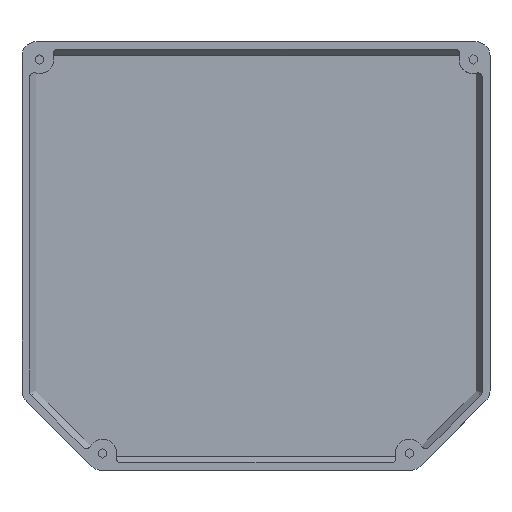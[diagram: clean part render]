
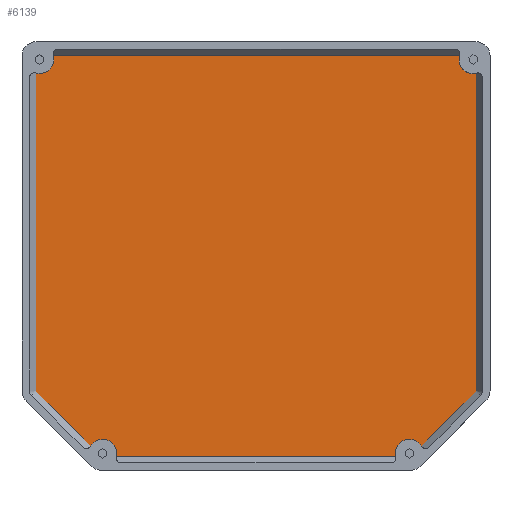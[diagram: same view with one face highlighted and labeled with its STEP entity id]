
A CAD part, top view. The second image highlights one B-rep face of the part: STEP entity #6139.
In plain terms, the highlighted planar face has unit normal (0, 0, 1).
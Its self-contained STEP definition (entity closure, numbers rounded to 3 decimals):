
#79=CIRCLE('',#6371,3.);
#83=CIRCLE('',#6382,3.);
#87=CIRCLE('',#6396,3.);
#91=CIRCLE('',#6409,3.);
#93=CIRCLE('',#6443,0.076);
#95=CIRCLE('',#6447,0.076);
#700=FACE_OUTER_BOUND('',#1074,.T.);
#1074=EDGE_LOOP('',(#5412,#5413,#5414,#5415,#5416,#5417,#5418,#5419,#5420,
#5421,#5422,#5423));
#1615=LINE('',#9913,#2265);
#1631=LINE('',#9978,#2281);
#1640=LINE('',#10011,#2290);
#1718=LINE('',#10176,#2368);
#1719=LINE('',#10181,#2369);
#1721=LINE('',#10188,#2371);
#2265=VECTOR('',#7402,10.);
#2281=VECTOR('',#7468,10.);
#2290=VECTOR('',#7503,10.);
#2368=VECTOR('',#7651,10.);
#2369=VECTOR('',#7660,10.);
#2371=VECTOR('',#7670,10.);
#2870=VERTEX_POINT('',#9910);
#2871=VERTEX_POINT('',#9912);
#2873=VERTEX_POINT('',#9918);
#2884=VERTEX_POINT('',#9947);
#2885=VERTEX_POINT('',#9949);
#2894=VERTEX_POINT('',#9975);
#2895=VERTEX_POINT('',#9977);
#2897=VERTEX_POINT('',#9983);
#2906=VERTEX_POINT('',#10009);
#2907=VERTEX_POINT('',#10013);
#2958=VERTEX_POINT('',#10174);
#2959=VERTEX_POINT('',#10183);
#3668=EDGE_CURVE('',#2871,#2870,#1615,.T.);
#3672=EDGE_CURVE('',#2870,#2873,#79,.T.);
#3686=EDGE_CURVE('',#2885,#2884,#83,.T.);
#3700=EDGE_CURVE('',#2895,#2894,#1631,.T.);
#3704=EDGE_CURVE('',#2894,#2897,#87,.T.);
#3717=EDGE_CURVE('',#2873,#2906,#1640,.T.);
#3719=EDGE_CURVE('',#2906,#2907,#91,.T.);
#3798=EDGE_CURVE('',#2907,#2958,#1718,.T.);
#3799=EDGE_CURVE('',#2958,#2895,#93,.T.);
#3801=EDGE_CURVE('',#2897,#2885,#1719,.T.);
#3802=EDGE_CURVE('',#2959,#2871,#95,.T.);
#3805=EDGE_CURVE('',#2884,#2959,#1721,.T.);
#5412=ORIENTED_EDGE('',*,*,#3704,.T.);
#5413=ORIENTED_EDGE('',*,*,#3801,.T.);
#5414=ORIENTED_EDGE('',*,*,#3686,.T.);
#5415=ORIENTED_EDGE('',*,*,#3805,.T.);
#5416=ORIENTED_EDGE('',*,*,#3802,.T.);
#5417=ORIENTED_EDGE('',*,*,#3668,.T.);
#5418=ORIENTED_EDGE('',*,*,#3672,.T.);
#5419=ORIENTED_EDGE('',*,*,#3717,.T.);
#5420=ORIENTED_EDGE('',*,*,#3719,.T.);
#5421=ORIENTED_EDGE('',*,*,#3798,.T.);
#5422=ORIENTED_EDGE('',*,*,#3799,.T.);
#5423=ORIENTED_EDGE('',*,*,#3700,.T.);
#5813=PLANE('',#6452);
#6139=ADVANCED_FACE('',(#700),#5813,.F.);
#6371=AXIS2_PLACEMENT_3D('',#9920,#7409,#7410);
#6382=AXIS2_PLACEMENT_3D('',#9950,#7438,#7439);
#6396=AXIS2_PLACEMENT_3D('',#9985,#7475,#7476);
#6409=AXIS2_PLACEMENT_3D('',#10015,#7508,#7509);
#6443=AXIS2_PLACEMENT_3D('',#10178,#7654,#7655);
#6447=AXIS2_PLACEMENT_3D('',#10184,#7663,#7664);
#6452=AXIS2_PLACEMENT_3D('',#10191,#7675,#7676);
#7402=DIRECTION('',(0.,1.,0.));
#7409=DIRECTION('center_axis',(0.,0.,-1.));
#7410=DIRECTION('ref_axis',(-1.,0.,0.));
#7438=DIRECTION('center_axis',(0.,0.,-1.));
#7439=DIRECTION('ref_axis',(-1.,0.,0.));
#7468=DIRECTION('',(0.708,-0.707,0.));
#7475=DIRECTION('center_axis',(0.,0.,-1.));
#7476=DIRECTION('ref_axis',(-1.,0.,0.));
#7503=DIRECTION('',(-1.,0.,0.));
#7508=DIRECTION('center_axis',(0.,0.,-1.));
#7509=DIRECTION('ref_axis',(-1.,0.,0.));
#7651=DIRECTION('',(0.,-1.,0.));
#7654=DIRECTION('center_axis',(0.,0.,1.));
#7655=DIRECTION('ref_axis',(-0.924,-0.383,0.));
#7660=DIRECTION('',(1.,0.,0.));
#7663=DIRECTION('center_axis',(0.,0.,1.));
#7664=DIRECTION('ref_axis',(0.924,-0.383,0.));
#7670=DIRECTION('',(0.707,0.707,0.));
#7675=DIRECTION('center_axis',(0.,0.,-1.));
#7676=DIRECTION('ref_axis',(-1.,0.,0.));
#9910=CARTESIAN_POINT('',(93.076,-2.923,-4.4));
#9912=CARTESIAN_POINT('',(93.076,-70.679,-4.4));
#9913=CARTESIAN_POINT('',(93.076,-30.475,-4.4));
#9918=CARTESIAN_POINT('',(89.531,0.876,-4.4));
#9920=CARTESIAN_POINT('Origin',(92.4,0.,-4.4));
#9947=CARTESIAN_POINT('',(81.356,-82.43,-4.4));
#9949=CARTESIAN_POINT('',(75.877,-84.676,-4.4));
#9950=CARTESIAN_POINT('Origin',(78.8,-84.,-4.4));
#9975=CARTESIAN_POINT('',(10.842,-82.432,-4.4));
#9977=CARTESIAN_POINT('',(-0.854,-70.754,-4.4));
#9978=CARTESIAN_POINT('',(9.661,-81.252,-4.4));
#9983=CARTESIAN_POINT('',(16.323,-84.676,-4.4));
#9985=CARTESIAN_POINT('Origin',(13.4,-84.,-4.4));
#10009=CARTESIAN_POINT('',(2.869,0.876,-4.4));
#10011=CARTESIAN_POINT('',(33.625,0.876,-4.4));
#10013=CARTESIAN_POINT('',(-0.876,-2.869,-4.4));
#10015=CARTESIAN_POINT('Origin',(0.,0.,-4.4));
#10174=CARTESIAN_POINT('',(-0.876,-70.7,-4.4));
#10176=CARTESIAN_POINT('',(-0.876,-49.411,-4.4));
#10178=CARTESIAN_POINT('Origin',(-0.8,-70.7,-4.4));
#10181=CARTESIAN_POINT('',(54.655,-84.676,-4.4));
#10183=CARTESIAN_POINT('',(93.054,-70.733,-4.4));
#10184=CARTESIAN_POINT('Origin',(93.,-70.679,-4.4));
#10188=CARTESIAN_POINT('',(86.478,-77.308,-4.4));
#10191=CARTESIAN_POINT('Origin',(46.1,-41.9,-4.4));
